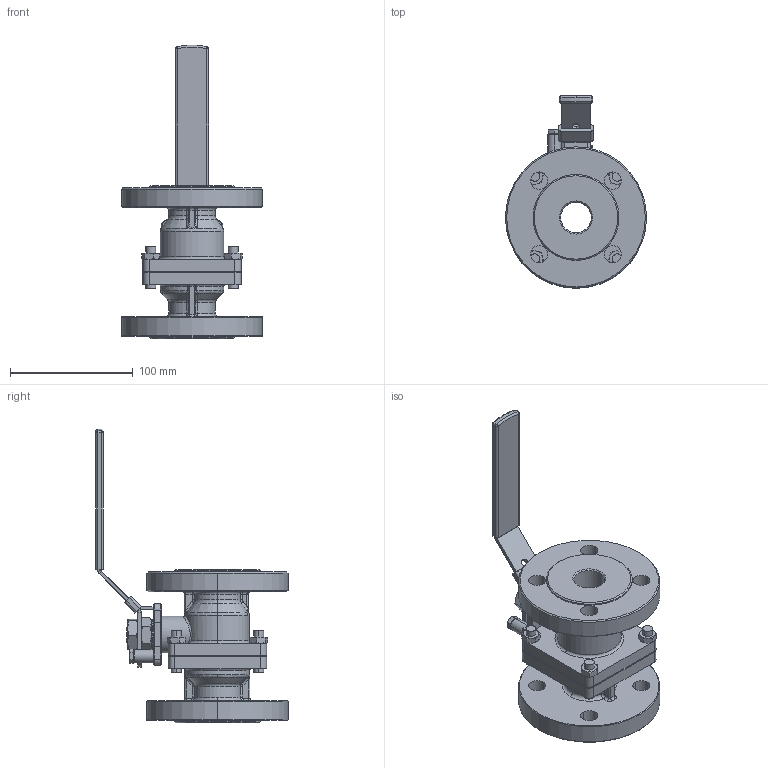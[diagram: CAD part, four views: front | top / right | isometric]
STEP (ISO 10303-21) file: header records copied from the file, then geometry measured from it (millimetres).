
FILE_DESCRIPTION (( 'STEP AP203' ), '1' );
FILE_NAME ('MD-27-DN25-PN40.STEP', '2019-10-23T03:26:07', ( '' ), ( '' ), 'SwSTEP 2.0', 'SolidWorks 2012', '' );
FILE_SCHEMA (( 'CONFIG_CONTROL_DESIGN' ));
Length unit declared in the file: millimetre
Products named in the file (9): MD-27-DN25-PN40-TAB WASHER; MD-27-DN25-PN40-HANDLE_166; MD-27-DN25-PN40-CAP; MD-27-DN25-PN40-BODY; MD-27-DN25-PN40; Hexagon Thin Nut ISO - 4035 - M16 - N_Hexagon Thin Nut ISO - 4035 - M16 - N; ISO 4017 - M6 x 20-N_ISO 4017 - M6 x 20-N; JIS B 1181 Hexagon nut - Class 3 Finished M8 --N_JIS B 1181 Hexagon nut - Class 3 Finished M8 --N; MD-27-DN25-PN40-STOP PIN
Assembly tree (12 placements, depth 2):
  MD-27-DN25-PN40
    MD-27-DN25-PN40-BODY
    MD-27-DN25-PN40-CAP
    MD-27-DN25-PN40-HANDLE_166
    MD-27-DN25-PN40-TAB WASHER
    MD-27-DN25-PN40-STOP PIN
    JIS B 1181 Hexagon nut - Class 3 Finished M8 --N_JIS B 1181 Hexagon nut - Class 3 Finished M8 --N  x4
    ISO 4017 - M6 x 20-N_ISO 4017 - M6 x 20-N
    Hexagon Thin Nut ISO - 4035 - M16 - N_Hexagon Thin Nut ISO - 4035 - M16 - N  x2
Bounding box: 115 x 156.5 x 239.42 mm (x, y, z)
Volume: 584738.4 mm3; surface area: 130675 mm2
Topology: 12 solids, 12 shells, 645 faces, 1476 edges, 868 vertices
Faces by surface type: plane 204, cylinder 193, cone 140, torus 51, bspline 47, sphere 10
Entity records: 17863 total; most frequent: CARTESIAN_POINT 4783, DIRECTION 2601, ORIENTED_EDGE 2456, EDGE_CURVE 1228, AXIS2_PLACEMENT_3D 1044, VERTEX_POINT 732, EDGE_LOOP 602, CIRCLE 543
